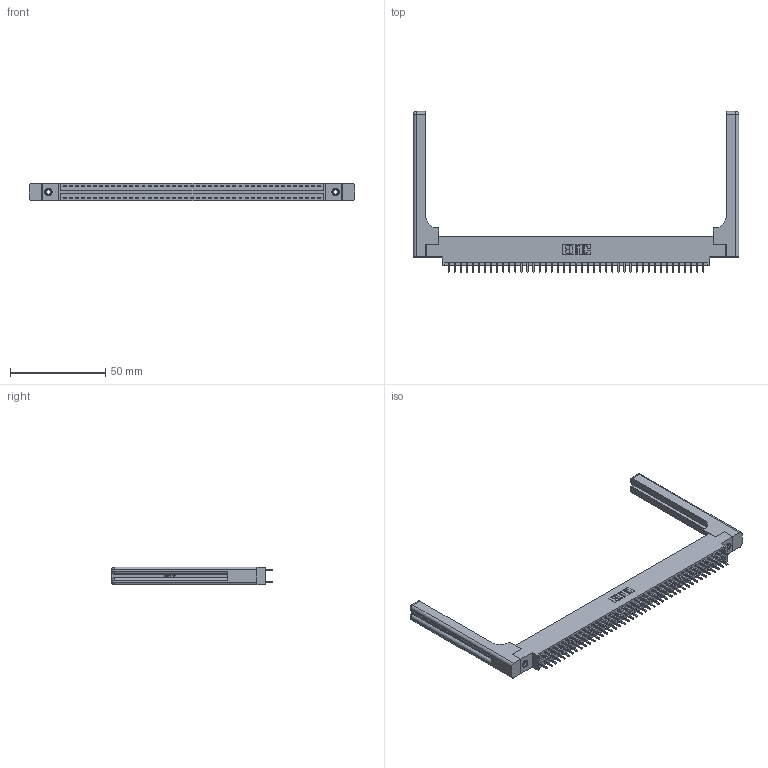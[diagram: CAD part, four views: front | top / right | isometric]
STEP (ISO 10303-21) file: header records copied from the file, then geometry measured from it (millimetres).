
FILE_DESCRIPTION (( 'STEP AP203' ), '1' );
FILE_NAME ('396-086-521-858.STEP', '2019-11-02T14:40:51', ( '' ), ( '' ), 'SwSTEP 2.0', 'SolidWorks 2016', '' );
FILE_SCHEMA (( 'CONFIG_CONTROL_DESIGN' ));
Length unit declared in the file: inch
Products named in the file (5): 346 Part_0.170 Offset - 0.156 Dia-TH; 345-292-001_345-293-121; 345-250-001_345-250-001-102; 346-220-058_345-220-058; 396-086-521-858
Assembly tree (91 placements, depth 2):
  396-086-521-858
    346 Part_0.170 Offset - 0.156 Dia-TH
    345-292-001_345-293-121  x86
    345-250-001_345-250-001-102  x2
    346-220-058_345-220-058  x2
Bounding box: 170.59 x 84.33 x 9.4 mm (x, y, z)
Volume: 23946.6 mm3; surface area: 27546.6 mm2
Topology: 91 solids, 91 shells, 4854 faces, 14337 edges, 9422 vertices
Faces by surface type: plane 3238, cylinder 1556, bspline 36, cone 12, sphere 8, torus 4
Entity records: 33260 total; most frequent: CARTESIAN_POINT 6489, ORIENTED_EDGE 5220, DIRECTION 4702, EDGE_CURVE 2610, LINE 2214, VECTOR 2214, VERTEX_POINT 1730, AXIS2_PLACEMENT_3D 1244
